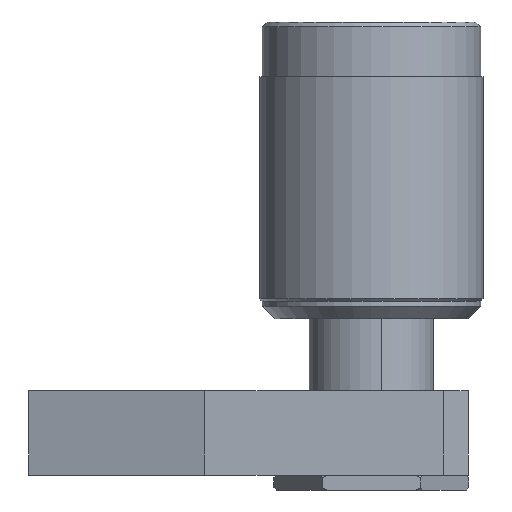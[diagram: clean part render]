
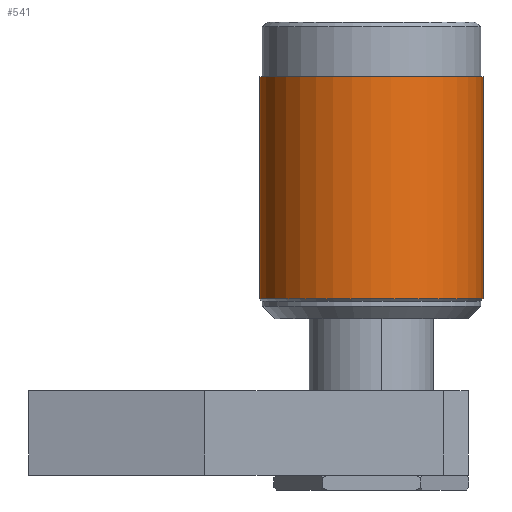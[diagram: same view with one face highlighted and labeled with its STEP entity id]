
A CAD part, front view. The second image highlights one B-rep face of the part: STEP entity #541.
In plain terms, the highlighted cylindrical face has radius 45 mm (diameter 90 mm), a partial arc.
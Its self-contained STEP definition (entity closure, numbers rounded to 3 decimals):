
#124 = CARTESIAN_POINT ( 'NONE',  ( -45., 0., -89.5 ) ) ;
#228 = CARTESIAN_POINT ( 'NONE',  ( -45., 0., 0. ) ) ;
#541 = ADVANCED_FACE ( 'NONE', ( #2930 ), #2937, .T. ) ;
#912 = ORIENTED_EDGE ( 'NONE', *, *, #2410, .F. ) ;
#914 = ORIENTED_EDGE ( 'NONE', *, *, #2378, .F. ) ;
#915 = ORIENTED_EDGE ( 'NONE', *, *, #2408, .T. ) ;
#930 = ORIENTED_EDGE ( 'NONE', *, *, #2383, .T. ) ;
#1226 = CARTESIAN_POINT ( 'NONE',  ( 0., 0., 0. ) ) ;
#1229 = DIRECTION ( 'NONE',  ( 0., 0., 1. ) ) ;
#1249 = DIRECTION ( 'NONE',  ( 1., 0., 0. ) ) ;
#1534 = CARTESIAN_POINT ( 'NONE',  ( 0., 0., -89.5 ) ) ;
#1535 = DIRECTION ( 'NONE',  ( 0., 0., 1. ) ) ;
#1536 = DIRECTION ( 'NONE',  ( -1., 0., 0. ) ) ;
#1540 = CARTESIAN_POINT ( 'NONE',  ( 0., 0., 0. ) ) ;
#1541 = DIRECTION ( 'NONE',  ( 0., 0., 1. ) ) ;
#1542 = DIRECTION ( 'NONE',  ( 1., 0., 0. ) ) ;
#1746 = VERTEX_POINT ( 'NONE', #228 ) ;
#1810 = EDGE_LOOP ( 'NONE', ( #914, #915, #930, #912 ) ) ;
#1946 = VERTEX_POINT ( 'NONE', #124 ) ;
#1987 = VERTEX_POINT ( 'NONE', #2173 ) ;
#2033 = VERTEX_POINT ( 'NONE', #2137 ) ;
#2137 = CARTESIAN_POINT ( 'NONE',  ( 45., 0., 0. ) ) ;
#2173 = CARTESIAN_POINT ( 'NONE',  ( 45., 0., -89.5 ) ) ;
#2378 = EDGE_CURVE ( 'NONE', #1946, #1746, #3328, .T. ) ;
#2383 = EDGE_CURVE ( 'NONE', #1987, #2033, #3338, .T. ) ;
#2408 = EDGE_CURVE ( 'NONE', #1946, #1987, #3373, .T. ) ;
#2410 = EDGE_CURVE ( 'NONE', #1746, #2033, #3375, .T. ) ;
#2564 = AXIS2_PLACEMENT_3D ( 'NONE', #1226, #1229, #1249 ) ;
#2930 = FACE_OUTER_BOUND ( 'NONE', #1810, .T. ) ;
#2937 = CYLINDRICAL_SURFACE ( 'NONE', #2564, 45. ) ;
#3328 = LINE ( 'NONE', #4343, #3332 ) ;
#3332 = VECTOR ( 'NONE', #4344, 1000. ) ;
#3338 = LINE ( 'NONE', #4329, #3341 ) ;
#3341 = VECTOR ( 'NONE', #4327, 1000. ) ;
#3373 = CIRCLE ( 'NONE', #3910, 45. ) ;
#3375 = CIRCLE ( 'NONE', #3911, 45. ) ;
#3910 = AXIS2_PLACEMENT_3D ( 'NONE', #1534, #1535, #1536 ) ;
#3911 = AXIS2_PLACEMENT_3D ( 'NONE', #1540, #1541, #1542 ) ;
#4327 = DIRECTION ( 'NONE',  ( 0., 0., 1. ) ) ;
#4329 = CARTESIAN_POINT ( 'NONE',  ( 45., 0., 0. ) ) ;
#4343 = CARTESIAN_POINT ( 'NONE',  ( -45., 0., 0. ) ) ;
#4344 = DIRECTION ( 'NONE',  ( 0., 0., 1. ) ) ;
